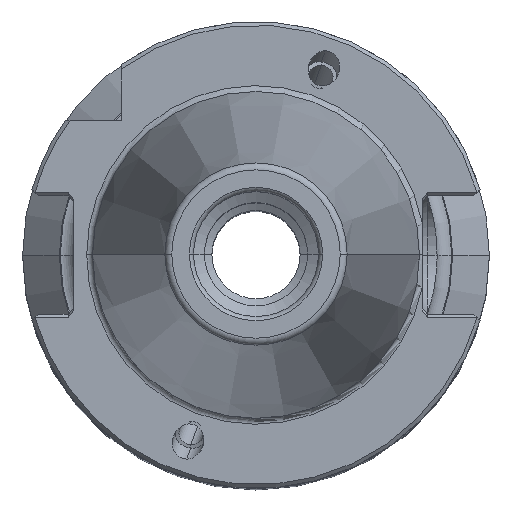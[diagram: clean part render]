
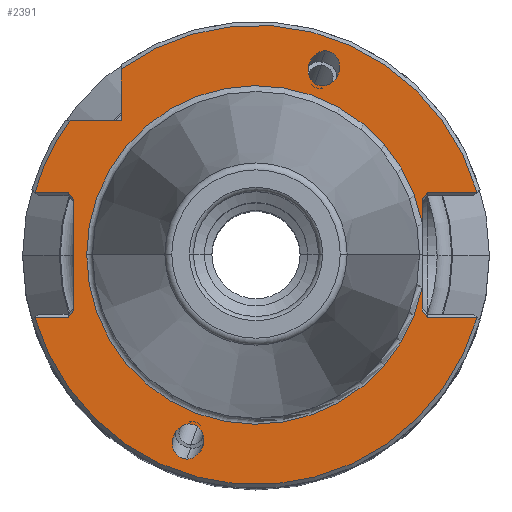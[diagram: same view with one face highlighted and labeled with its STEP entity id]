
A CAD part, top view. The second image highlights one B-rep face of the part: STEP entity #2391.
In plain terms, the highlighted planar face has unit normal (0, 0, 1).
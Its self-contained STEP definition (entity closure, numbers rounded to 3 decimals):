
#1155=VERTEX_POINT('NONE',#3255);
#1249=EDGE_CURVE('NONE',#2257,#1305,#3360,.T.);
#1305=VERTEX_POINT('NONE',#3420);
#1363=EDGE_CURVE('NONE',#2395,#2647,#3483,.T.);
#1463=EDGE_CURVE('NONE',#2647,#2105,#3593,.T.);
#1521=VERTEX_POINT('NONE',#3658);
#1563=EDGE_CURVE('NONE',#1941,#2581,#3706,.T.);
#1709=EDGE_CURVE('NONE',#1155,#2989,#3872,.T.);
#1743=EDGE_CURVE('NONE',#3077,#3083,#3909,.T.);
#1873=EDGE_CURVE('NONE',#1305,#2257,#4050,.T.);
#1911=EDGE_CURVE('NONE',#1941,#2439,#4091,.T.);
#1941=VERTEX_POINT('NONE',#4124);
#2105=VERTEX_POINT('NONE',#4308);
#2161=EDGE_CURVE('NONE',#2291,#2989,#4371,.T.);
#2229=EDGE_CURVE('NONE',#1521,#2259,#4448,.T.);
#2257=VERTEX_POINT('NONE',#4479);
#2259=VERTEX_POINT('NONE',#4481);
#2291=VERTEX_POINT('NONE',#4517);
#2311=VERTEX_POINT('NONE',#4541);
#2335=EDGE_CURVE('NONE',#3077,#2411,#4569,.T.);
#2377=EDGE_CURVE('NONE',#1521,#2411,#4614,.T.);
#2391=ADVANCED_FACE('NONE',(#4629,#4630,#4631),#4632,.T.);
#2395=VERTEX_POINT('NONE',#4636);
#2411=VERTEX_POINT('NONE',#4654);
#2431=EDGE_CURVE('NONE',#2543,#2831,#4675,.T.);
#2439=VERTEX_POINT('NONE',#4684);
#2543=VERTEX_POINT('NONE',#4801);
#2581=VERTEX_POINT('NONE',#4843);
#2591=EDGE_CURVE('NONE',#2439,#2259,#4854,.T.);
#2597=EDGE_CURVE('NONE',#1155,#2311,#4861,.T.);
#2647=VERTEX_POINT('NONE',#4916);
#2657=EDGE_CURVE('NONE',#2581,#2939,#4926,.T.);
#2769=VERTEX_POINT('NONE',#5048);
#2831=VERTEX_POINT('NONE',#5121);
#2835=VERTEX_POINT('NONE',#5125);
#2889=EDGE_CURVE('NONE',#2835,#2769,#5183,.T.);
#2899=EDGE_CURVE('NONE',#2105,#2291,#5193,.T.);
#2901=EDGE_CURVE('NONE',#2939,#2395,#5195,.T.);
#2939=VERTEX_POINT('NONE',#5237);
#2965=EDGE_CURVE('NONE',#2769,#3083,#5266,.T.);
#2989=VERTEX_POINT('NONE',#5291);
#3005=EDGE_CURVE('NONE',#2835,#2311,#5309,.T.);
#3065=EDGE_CURVE('NONE',#2831,#2543,#5374,.T.);
#3077=VERTEX_POINT('NONE',#5388);
#3083=VERTEX_POINT('NONE',#5396);
#3255=CARTESIAN_POINT('',(23.35,-8.55,-3.2));
#3360=(B_SPLINE_CURVE(3,(#5772,#5773,#5774,#5775),.UNSPECIFIED.,.F.,.F.)B_SPLINE_CURVE_WITH_KNOTS((4,4),(2.836,5.978),.UNSPECIFIED.)RATIONAL_B_SPLINE_CURVE((1.0,0.333,0.333,1.0))BOUNDED_CURVE()REPRESENTATION_ITEM('')GEOMETRIC_REPRESENTATION_ITEM()CURVE());
#3420=CARTESIAN_POINT('',(9.432,27.761,-3.2));
#3483=LINE('',#5967,#5968);
#3593=LINE('',#6164,#6165);
#3658=CARTESIAN_POINT('',(30.058,8.55,-3.2));
#3706=CIRCLE('',#6347,31.25);
#3872=LINE('',#6595,#6596);
#3909=LINE('',#6649,#6650);
#4050=(B_SPLINE_CURVE(3,(#6872,#6873,#6874,#6875),.UNSPECIFIED.,.F.,.F.)B_SPLINE_CURVE_WITH_KNOTS((4,4),(5.978,9.119),.UNSPECIFIED.)RATIONAL_B_SPLINE_CURVE((1.0,0.333,0.333,1.0))BOUNDED_CURVE()REPRESENTATION_ITEM('')GEOMETRIC_REPRESENTATION_ITEM()CURVE());
#4091=LINE('',#6958,#6959);
#4124=CARTESIAN_POINT('',(-25.295,18.35,-3.2));
#4308=CARTESIAN_POINT('',(-25.55,-8.55,-3.2));
#4371=CIRCLE('',#7410,31.25);
#4448=CIRCLE('',#7501,31.25);
#4479=CARTESIAN_POINT('',(9.037,22.983,-3.2));
#4481=CARTESIAN_POINT('',(-18.35,25.295,-3.2));
#4517=CARTESIAN_POINT('',(-30.058,-8.55,-3.2));
#4541=CARTESIAN_POINT('',(22.6,-7.489,-3.2));
#4569=LINE('',#7675,#7676);
#4614=LINE('',#7733,#7734);
#4629=FACE_OUTER_BOUND('',#7757,.T.);
#4630=FACE_BOUND('',#7758,.T.);
#4631=FACE_BOUND('',#7759,.T.);
#4632=PLANE('',#7760);
#4636=CARTESIAN_POINT('',(-24.8,7.489,-3.2));
#4654=CARTESIAN_POINT('',(23.35,8.55,-3.2));
#4675=(B_SPLINE_CURVE(3,(#7821,#7822,#7823,#7824),.UNSPECIFIED.,.F.,.F.)B_SPLINE_CURVE_WITH_KNOTS((4,4),(2.836,5.978),.UNSPECIFIED.)RATIONAL_B_SPLINE_CURVE((1.0,0.333,0.333,1.0))BOUNDED_CURVE()REPRESENTATION_ITEM('')GEOMETRIC_REPRESENTATION_ITEM()CURVE());
#4684=CARTESIAN_POINT('',(-18.35,18.35,-3.2));
#4801=CARTESIAN_POINT('',(-9.037,-22.983,-3.2));
#4843=CARTESIAN_POINT('',(-30.058,8.55,-3.2));
#4854=LINE('',#8153,#8154);
#4861=LINE('',#8162,#8163);
#4916=CARTESIAN_POINT('',(-24.8,-7.489,-3.2));
#4926=LINE('',#8256,#8257);
#5048=CARTESIAN_POINT('',(-23.025,0.,-3.2));
#5121=CARTESIAN_POINT('',(-9.432,-27.761,-3.2));
#5125=CARTESIAN_POINT('',(22.6,-4.403,-3.2));
#5183=CIRCLE('',#8724,23.025);
#5193=LINE('',#8749,#8750);
#5195=LINE('',#8753,#8754);
#5237=CARTESIAN_POINT('',(-25.55,8.55,-3.2));
#5266=CIRCLE('',#8859,23.025);
#5291=CARTESIAN_POINT('',(30.058,-8.55,-3.2));
#5309=LINE('',#8919,#8920);
#5374=(B_SPLINE_CURVE(3,(#9048,#9049,#9050,#9051),.UNSPECIFIED.,.F.,.F.)B_SPLINE_CURVE_WITH_KNOTS((4,4),(5.978,9.119),.UNSPECIFIED.)RATIONAL_B_SPLINE_CURVE((1.0,0.333,0.333,1.0))BOUNDED_CURVE()REPRESENTATION_ITEM('')GEOMETRIC_REPRESENTATION_ITEM()CURVE());
#5388=CARTESIAN_POINT('',(22.6,7.489,-3.2));
#5396=CARTESIAN_POINT('',(22.6,4.403,-3.2));
#5772=CARTESIAN_POINT('',(9.037,22.983,-3.2));
#5773=CARTESIAN_POINT('',(4.774,22.983,-3.2));
#5774=CARTESIAN_POINT('',(5.169,27.761,-3.2));
#5775=CARTESIAN_POINT('',(9.432,27.761,-3.2));
#5967=CARTESIAN_POINT('',(-24.8,-52.225,-3.2));
#5968=VECTOR('',#9536,1000.0);
#6164=CARTESIAN_POINT('',(-19.157,0.49,-3.2));
#6165=VECTOR('',#9659,1000.0);
#6347=AXIS2_PLACEMENT_3D('',#9808,#9809,#9810);
#6595=CARTESIAN_POINT('',(0.,-8.55,-3.2));
#6596=VECTOR('',#10029,1000.0);
#6649=CARTESIAN_POINT('',(22.6,-52.225,-3.2));
#6650=VECTOR('',#10062,1000.0);
#6872=CARTESIAN_POINT('',(9.432,27.761,-3.2));
#6873=CARTESIAN_POINT('',(13.695,27.761,-3.2));
#6874=CARTESIAN_POINT('',(13.3,22.983,-3.2));
#6875=CARTESIAN_POINT('',(9.037,22.983,-3.2));
#6958=CARTESIAN_POINT('',(-38.35,18.35,-3.2));
#6959=VECTOR('',#10254,1000.0);
#7410=AXIS2_PLACEMENT_3D('',#10605,#10606,#10607);
#7501=AXIS2_PLACEMENT_3D('',#10702,#10703,#10704);
#7675=CARTESIAN_POINT('',(23.114,8.217,-3.2));
#7676=VECTOR('',#10861,1000.0);
#7733=CARTESIAN_POINT('',(0.,8.55,-3.2));
#7734=VECTOR('',#10906,1000.0);
#7757=EDGE_LOOP('',(#10918,#10919,#10920,#10921,#10922,#10923,#10924,#10925,#10926,#10927,#10928,#10929,#10930,#10931,#10932,#10933,#10934,#10935));
#7758=EDGE_LOOP('',(#10936,#10937));
#7759=EDGE_LOOP('',(#10938,#10939));
#7760=AXIS2_PLACEMENT_3D('',#10940,#10941,#10942);
#7821=CARTESIAN_POINT('',(-9.037,-22.983,-3.2));
#7822=CARTESIAN_POINT('',(-4.774,-22.983,-3.2));
#7823=CARTESIAN_POINT('',(-5.169,-27.761,-3.2));
#7824=CARTESIAN_POINT('',(-9.432,-27.761,-3.2));
#8153=CARTESIAN_POINT('',(-18.35,18.35,-3.2));
#8154=VECTOR('',#11180,1000.0);
#8162=CARTESIAN_POINT('',(23.114,-8.217,-3.2));
#8163=VECTOR('',#11189,1000.0);
#8256=CARTESIAN_POINT('',(0.,8.55,-3.2));
#8257=VECTOR('',#11239,1000.0);
#8724=AXIS2_PLACEMENT_3D('',#11528,#11529,#11530);
#8749=CARTESIAN_POINT('',(0.,-8.55,-3.2));
#8750=VECTOR('',#11534,1000.0);
#8753=CARTESIAN_POINT('',(-19.157,-0.49,-3.2));
#8754=VECTOR('',#11535,1000.0);
#8859=AXIS2_PLACEMENT_3D('',#11615,#11616,#11617);
#8919=CARTESIAN_POINT('',(22.6,-52.225,-3.2));
#8920=VECTOR('',#11653,1000.0);
#9048=CARTESIAN_POINT('',(-9.432,-27.761,-3.2));
#9049=CARTESIAN_POINT('',(-13.695,-27.761,-3.2));
#9050=CARTESIAN_POINT('',(-13.3,-22.983,-3.2));
#9051=CARTESIAN_POINT('',(-9.037,-22.983,-3.2));
#9536=DIRECTION('',(0.,-1.0,0.0));
#9659=DIRECTION('',(-0.577,-0.816,0.0));
#9808=CARTESIAN_POINT('',(0.0,0.0,-3.2));
#9809=DIRECTION('',(0.0,0.0,1.0));
#9810=DIRECTION('',(-1.0,0.,0.0));
#10029=DIRECTION('',(1.0,0.,-0.0));
#10062=DIRECTION('',(0.,-1.0,0.0));
#10254=DIRECTION('',(1.0,0.,0.0));
#10605=CARTESIAN_POINT('',(0.0,0.0,-3.2));
#10606=DIRECTION('',(0.0,0.0,1.0));
#10607=DIRECTION('',(-1.0,0.,0.0));
#10702=CARTESIAN_POINT('',(0.0,0.0,-3.2));
#10703=DIRECTION('',(0.0,0.0,1.0));
#10704=DIRECTION('',(-1.0,0.,0.0));
#10861=DIRECTION('',(0.577,0.816,0.0));
#10906=DIRECTION('',(-1.0,0.,0.0));
#10918=ORIENTED_EDGE('',*,*,#2899,.T.);
#10919=ORIENTED_EDGE('',*,*,#2161,.T.);
#10920=ORIENTED_EDGE('',*,*,#1709,.F.);
#10921=ORIENTED_EDGE('',*,*,#2597,.T.);
#10922=ORIENTED_EDGE('',*,*,#3005,.F.);
#10923=ORIENTED_EDGE('',*,*,#2889,.T.);
#10924=ORIENTED_EDGE('',*,*,#2965,.T.);
#10925=ORIENTED_EDGE('',*,*,#1743,.F.);
#10926=ORIENTED_EDGE('',*,*,#2335,.T.);
#10927=ORIENTED_EDGE('',*,*,#2377,.F.);
#10928=ORIENTED_EDGE('',*,*,#2229,.T.);
#10929=ORIENTED_EDGE('',*,*,#2591,.F.);
#10930=ORIENTED_EDGE('',*,*,#1911,.F.);
#10931=ORIENTED_EDGE('',*,*,#1563,.T.);
#10932=ORIENTED_EDGE('',*,*,#2657,.T.);
#10933=ORIENTED_EDGE('',*,*,#2901,.T.);
#10934=ORIENTED_EDGE('',*,*,#1363,.T.);
#10935=ORIENTED_EDGE('',*,*,#1463,.T.);
#10936=ORIENTED_EDGE('',*,*,#2431,.T.);
#10937=ORIENTED_EDGE('',*,*,#3065,.T.);
#10938=ORIENTED_EDGE('',*,*,#1249,.T.);
#10939=ORIENTED_EDGE('',*,*,#1873,.T.);
#10940=CARTESIAN_POINT('',(0.,-52.225,-3.2));
#10941=DIRECTION('',(0.0,0.0,1.0));
#10942=DIRECTION('',(-1.0,0.,0.0));
#11180=DIRECTION('',(0.,1.0,0.0));
#11189=DIRECTION('',(-0.577,0.816,0.0));
#11239=DIRECTION('',(1.0,0.,-0.0));
#11528=CARTESIAN_POINT('',(0.0,0.0,-3.2));
#11529=DIRECTION('',(0.0,0.0,-1.0));
#11530=DIRECTION('',(-1.0,0.,0.0));
#11534=DIRECTION('',(-1.0,0.,0.0));
#11535=DIRECTION('',(0.577,-0.816,-0.0));
#11615=CARTESIAN_POINT('',(0.0,0.0,-3.2));
#11616=DIRECTION('',(0.0,0.0,-1.0));
#11617=DIRECTION('',(-1.0,0.,0.0));
#11653=DIRECTION('',(0.,-1.0,0.0));
